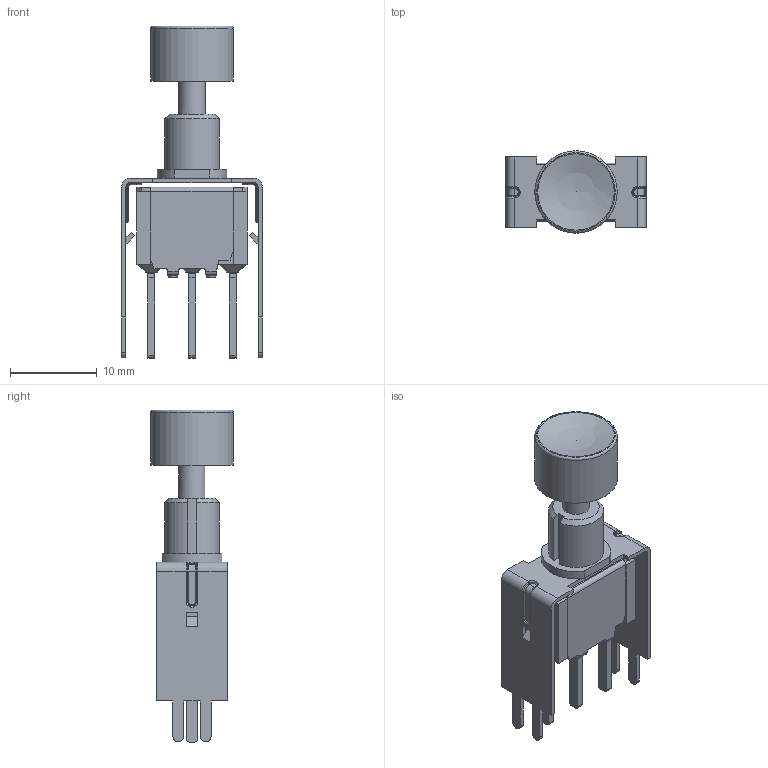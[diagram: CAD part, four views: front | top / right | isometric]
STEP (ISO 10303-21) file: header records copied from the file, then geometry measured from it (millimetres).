
FILE_DESCRIPTION(/* description */ (''),/* implementation_level */ '2;1');
FILE_NAME(/* name */ '700SP7B20VS3xEC2xxx.stp',/* time_stamp */ '2026-01-23T23:45:04-06:00',/* author */ ('jmeyers'),/* organization */ (''),/* preprocessor_version */ 'ST-DEVELOPER v18.1',/* originating_system */ 'Autodesk Inventor 2022',/* authorisation */ '');
FILE_SCHEMA (('AUTOMOTIVE_DESIGN { 1 0 10303 214 3 1 1 }'));
Length unit declared in the file: inch
Products named in the file (1): Part20
Bounding box: 16.26 x 9.5 x 38.3 mm (x, y, z)
Volume: 1542.6 mm3; surface area: 2402.3 mm2
Topology: 3 solids, 6 shells, 521 faces, 1379 edges, 859 vertices
Faces by surface type: plane 280, cylinder 131, bspline 54, torus 34, sphere 13, cone 9
Full cylindrical faces by diameter (mm): 2 x1, 3.1 x2, 4 x2, 5 x1, 7.5 x1, 9.5 x1
Entity records: 16371 total; most frequent: CARTESIAN_POINT 3663, ORIENTED_EDGE 2732, DIRECTION 2512, EDGE_CURVE 1366, LINE 888, VECTOR 888, VERTEX_POINT 859, AXIS2_PLACEMENT_3D 812
